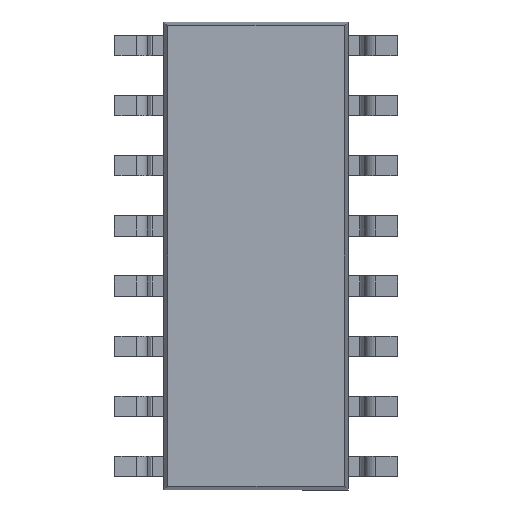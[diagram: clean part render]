
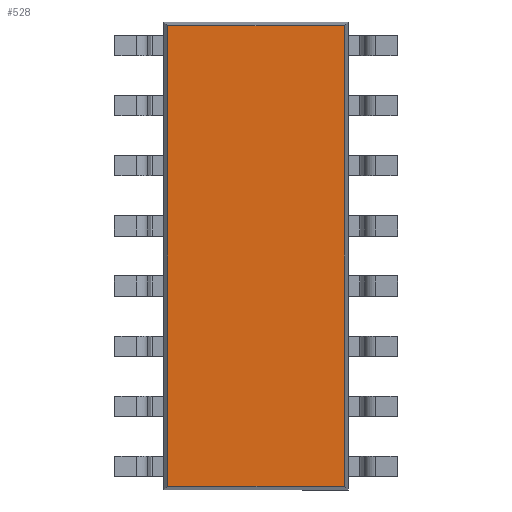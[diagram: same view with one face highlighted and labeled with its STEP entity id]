
A CAD part, front view. The second image highlights one B-rep face of the part: STEP entity #528.
In plain terms, the highlighted planar face has unit normal (0, -1, 0).
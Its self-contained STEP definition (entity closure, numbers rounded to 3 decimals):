
#1 = LINE ( 'NONE', #4371, #810 ) ;
#247 = EDGE_CURVE ( 'NONE', #6539, #6806, #3413, .T. ) ;
#528 = ADVANCED_FACE ( 'NONE', ( #4546 ), #4757, .T. ) ;
#701 = CARTESIAN_POINT ( 'NONE',  ( 1.868, 0.25, -4.95 ) ) ;
#810 = VECTOR ( 'NONE', #2119, 1000. ) ;
#815 = DIRECTION ( 'NONE',  ( 0., -1., 0. ) ) ;
#871 = ORIENTED_EDGE ( 'NONE', *, *, #3946, .T. ) ;
#935 = VECTOR ( 'NONE', #4606, 1000. ) ;
#1065 = CARTESIAN_POINT ( 'NONE',  ( 1.868, 0.25, 4.868 ) ) ;
#1079 = VERTEX_POINT ( 'NONE', #1065 ) ;
#1309 = CARTESIAN_POINT ( 'NONE',  ( 0., 0.25, 0. ) ) ;
#1378 = ORIENTED_EDGE ( 'NONE', *, *, #247, .T. ) ;
#1556 = LINE ( 'NONE', #4858, #4743 ) ;
#1612 = VERTEX_POINT ( 'NONE', #2523 ) ;
#1692 = VECTOR ( 'NONE', #3559, 1000. ) ;
#2119 = DIRECTION ( 'NONE',  ( 1., 0., 0. ) ) ;
#2523 = CARTESIAN_POINT ( 'NONE',  ( 1.868, 0.25, -4.868 ) ) ;
#3148 = CARTESIAN_POINT ( 'NONE',  ( -1.868, 0.25, -4.868 ) ) ;
#3413 = LINE ( 'NONE', #5792, #935 ) ;
#3559 = DIRECTION ( 'NONE',  ( 0., 0., 1. ) ) ;
#3564 = ORIENTED_EDGE ( 'NONE', *, *, #4055, .T. ) ;
#3946 = EDGE_CURVE ( 'NONE', #1079, #6539, #1556, .T. ) ;
#4055 = EDGE_CURVE ( 'NONE', #6806, #1612, #1, .T. ) ;
#4371 = CARTESIAN_POINT ( 'NONE',  ( -1.95, 0.25, -4.868 ) ) ;
#4546 = FACE_OUTER_BOUND ( 'NONE', #7191, .T. ) ;
#4606 = DIRECTION ( 'NONE',  ( 0., 0., -1. ) ) ;
#4743 = VECTOR ( 'NONE', #6675, 1000. ) ;
#4757 = PLANE ( 'NONE',  #6427 ) ;
#4785 = ORIENTED_EDGE ( 'NONE', *, *, #5005, .T. ) ;
#4858 = CARTESIAN_POINT ( 'NONE',  ( 1.95, 0.25, 4.868 ) ) ;
#5005 = EDGE_CURVE ( 'NONE', #1612, #1079, #5514, .T. ) ;
#5514 = LINE ( 'NONE', #701, #1692 ) ;
#5792 = CARTESIAN_POINT ( 'NONE',  ( -1.868, 0.25, 4.95 ) ) ;
#6057 = CARTESIAN_POINT ( 'NONE',  ( -1.868, 0.25, 4.868 ) ) ;
#6427 = AXIS2_PLACEMENT_3D ( 'NONE', #1309, #815, #7055 ) ;
#6539 = VERTEX_POINT ( 'NONE', #6057 ) ;
#6675 = DIRECTION ( 'NONE',  ( -1., 0., 0. ) ) ;
#6806 = VERTEX_POINT ( 'NONE', #3148 ) ;
#7055 = DIRECTION ( 'NONE',  ( 1., 0., 0. ) ) ;
#7191 = EDGE_LOOP ( 'NONE', ( #4785, #871, #1378, #3564 ) ) ;
